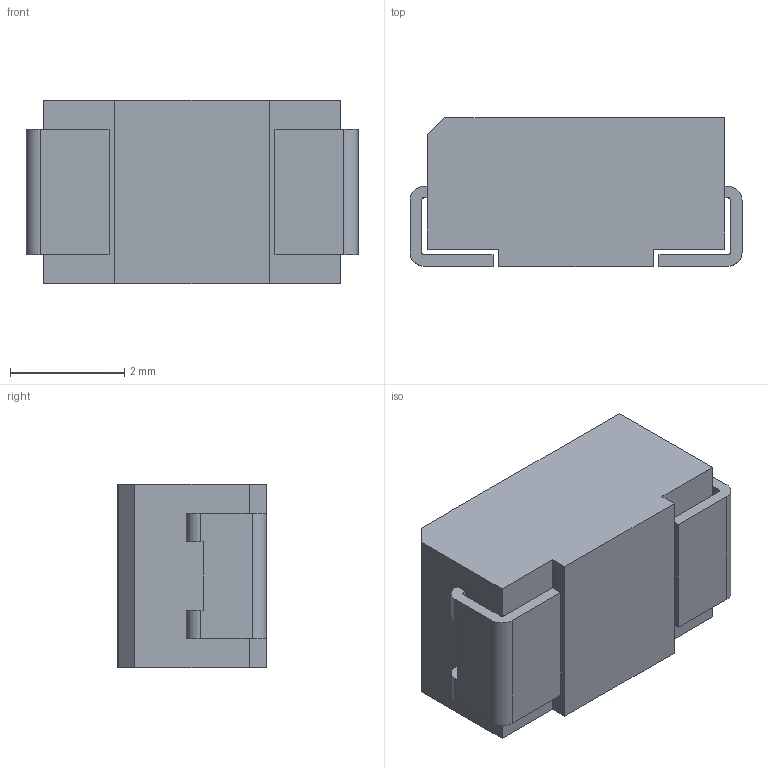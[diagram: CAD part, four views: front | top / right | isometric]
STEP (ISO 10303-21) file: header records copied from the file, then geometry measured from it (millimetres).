
FILE_DESCRIPTION (( 'STEP AP214' ), '1' );
FILE_NAME ('User Library-Tantalum Size C.STEP', '2015-10-07T11:24:11', ( 'Windows User' ), ( '' ), 'SwSTEP 2.0', 'SolidWorks 2015', '' );
FILE_SCHEMA (( 'AUTOMOTIVE_DESIGN' ));
Length unit declared in the file: millimetre
Products named in the file (1): User Library-Tantalum Size C
Bounding box: 5.8 x 2.6 x 3.2 mm (x, y, z)
Volume: 42.8 mm3; surface area: 100.3 mm2
Topology: 2 solids, 2 shells, 157 faces, 417 edges, 278 vertices
Faces by surface type: plane 95, bspline 50, cylinder 12
Entity records: 10061 total; most frequent: CARTESIAN_POINT 4695, ORIENTED_EDGE 834, DIRECTION 557, EDGE_CURVE 417, VECTOR 293, LINE 293, VERTEX_POINT 278, EDGE_LOOP 173
